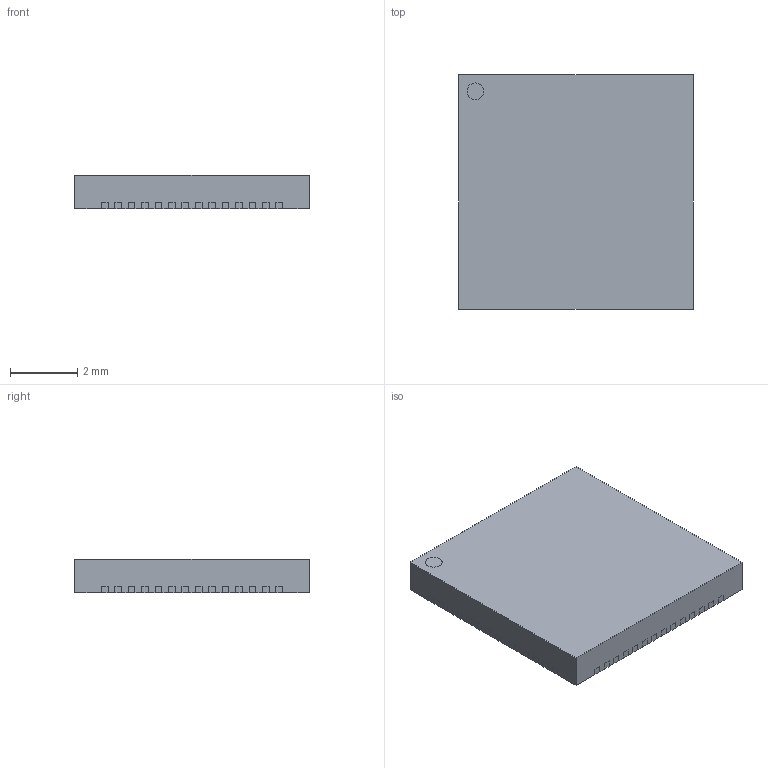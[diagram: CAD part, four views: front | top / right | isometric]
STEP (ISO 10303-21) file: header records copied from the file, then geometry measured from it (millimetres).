
FILE_DESCRIPTION(('FreeCAD Model'),'2;1');
FILE_NAME('Open CASCADE Shape Model','2024-04-23T17:43:25',('Author'),( ''),'Open CASCADE STEP processor 7.5','FreeCAD','Unknown');
FILE_SCHEMA(('AUTOMOTIVE_DESIGN { 1 0 10303 214 1 1 1 1 }'));
Length unit declared in the file: millimetre
Products named in the file (1): USB5744
Bounding box: 7 x 7 x 1 mm (x, y, z)
Volume: 49 mm3; surface area: 201.7 mm2
Topology: 59 solids, 59 shells, 654 faces, 1602 edges, 1068 vertices
Faces by surface type: plane 468, cylinder 186
Entity records: 40968 total; most frequent: CARTESIAN_POINT 7561, DIRECTION 6316, LINE 4062, VECTOR 4062, ORIENTED_EDGE 3204, PCURVE 3204, DEFINITIONAL_REPRESENTATION 3204, EDGE_CURVE 1602
